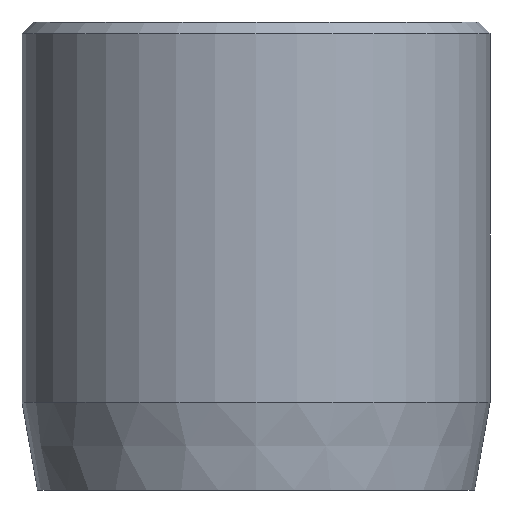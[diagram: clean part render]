
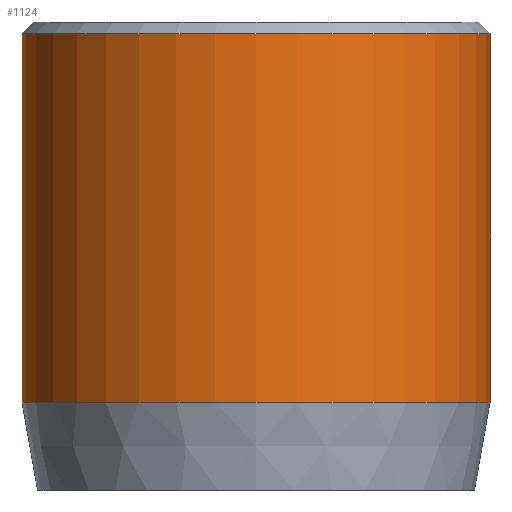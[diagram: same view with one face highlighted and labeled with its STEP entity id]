
A CAD part, front view. The second image highlights one B-rep face of the part: STEP entity #1124.
In plain terms, the highlighted cylindrical face has radius 4 mm (diameter 8 mm), a partial arc.
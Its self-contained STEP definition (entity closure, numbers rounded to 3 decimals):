
#13 = CARTESIAN_POINT ( 'NONE',  ( 0., 0., 8. ) ) ;
#29 = DIRECTION ( 'NONE',  ( 1., 0., 0. ) ) ;
#37 = DIRECTION ( 'NONE',  ( 0., 0., 1. ) ) ;
#43 = CARTESIAN_POINT ( 'NONE',  ( 0., 0., 1.5 ) ) ;
#69 = AXIS2_PLACEMENT_3D ( 'NONE', #257, #918, #363 ) ;
#72 = VERTEX_POINT ( 'NONE', #1181 ) ;
#118 = DIRECTION ( 'NONE',  ( 0., 0., -1. ) ) ;
#137 = VERTEX_POINT ( 'NONE', #951 ) ;
#152 = VERTEX_POINT ( 'NONE', #947 ) ;
#164 = VERTEX_POINT ( 'NONE', #894 ) ;
#183 = EDGE_CURVE ( 'NONE', #137, #164, #1177, .T. ) ;
#257 = CARTESIAN_POINT ( 'NONE',  ( 0., 0., 7.8 ) ) ;
#314 = EDGE_CURVE ( 'NONE', #152, #72, #848, .T. ) ;
#363 = DIRECTION ( 'NONE',  ( 1., 0., 0. ) ) ;
#384 = VECTOR ( 'NONE', #569, 1000. ) ;
#533 = ORIENTED_EDGE ( 'NONE', *, *, #183, .T. ) ;
#546 = ORIENTED_EDGE ( 'NONE', *, *, #897, .T. ) ;
#564 = CARTESIAN_POINT ( 'NONE',  ( 4., 0., 8. ) ) ;
#569 = DIRECTION ( 'NONE',  ( 0., 0., -1. ) ) ;
#579 = CIRCLE ( 'NONE', #69, 4. ) ;
#598 = CIRCLE ( 'NONE', #756, 4. ) ;
#611 = DIRECTION ( 'NONE',  ( -1., 0., 0. ) ) ;
#644 = EDGE_LOOP ( 'NONE', ( #896, #546, #533, #995 ) ) ;
#654 = FACE_OUTER_BOUND ( 'NONE', #644, .T. ) ;
#663 = EDGE_CURVE ( 'NONE', #164, #72, #598, .T. ) ;
#756 = AXIS2_PLACEMENT_3D ( 'NONE', #43, #37, #29 ) ;
#805 = CARTESIAN_POINT ( 'NONE',  ( -4., 0., 8. ) ) ;
#813 = DIRECTION ( 'NONE',  ( 0., 0., -1. ) ) ;
#848 = LINE ( 'NONE', #564, #384 ) ;
#858 = CYLINDRICAL_SURFACE ( 'NONE', #888, 4. ) ;
#888 = AXIS2_PLACEMENT_3D ( 'NONE', #13, #118, #611 ) ;
#894 = CARTESIAN_POINT ( 'NONE',  ( -4., 0., 1.5 ) ) ;
#896 = ORIENTED_EDGE ( 'NONE', *, *, #314, .F. ) ;
#897 = EDGE_CURVE ( 'NONE', #152, #137, #579, .T. ) ;
#918 = DIRECTION ( 'NONE',  ( 0., 0., -1. ) ) ;
#947 = CARTESIAN_POINT ( 'NONE',  ( 4., 0., 7.8 ) ) ;
#951 = CARTESIAN_POINT ( 'NONE',  ( -4., 0., 7.8 ) ) ;
#957 = VECTOR ( 'NONE', #813, 1000. ) ;
#995 = ORIENTED_EDGE ( 'NONE', *, *, #663, .T. ) ;
#1124 = ADVANCED_FACE ( 'NONE', ( #654 ), #858, .T. ) ;
#1177 = LINE ( 'NONE', #805, #957 ) ;
#1181 = CARTESIAN_POINT ( 'NONE',  ( 4., 0., 1.5 ) ) ;
